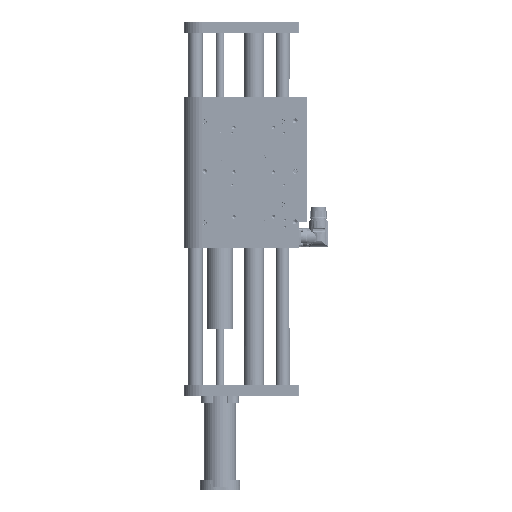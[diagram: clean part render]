
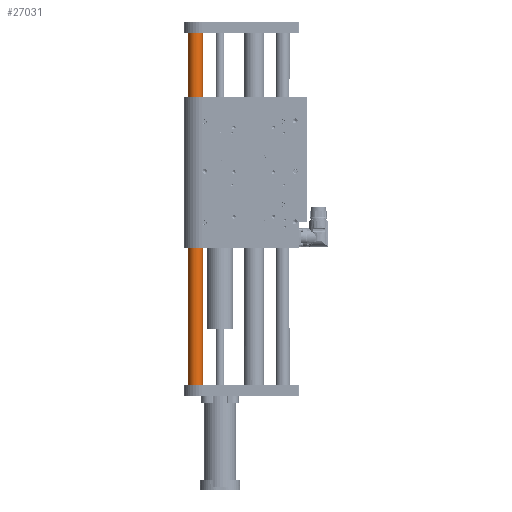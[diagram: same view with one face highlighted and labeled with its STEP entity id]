
A CAD part, left-side view. The second image highlights one B-rep face of the part: STEP entity #27031.
In plain terms, the highlighted cylindrical face has radius 10 mm (diameter 20 mm), a full revolution.
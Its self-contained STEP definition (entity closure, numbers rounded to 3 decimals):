
#551 = CARTESIAN_POINT ( 'NONE',  ( 0., 0., 402. ) ) ;
#13102 = DIRECTION ( 'NONE',  ( 0., 0., 1. ) ) ;
#13980 = CARTESIAN_POINT ( 'NONE',  ( 0., 0., -246. ) ) ;
#14583 = EDGE_LOOP ( 'NONE', ( #27739 ) ) ;
#16126 = CIRCLE ( 'NONE', #30215, 10. ) ;
#21884 = EDGE_CURVE ( 'NONE', #161473, #161473, #16126, .T. ) ;
#27031 = ADVANCED_FACE ( 'NONE', ( #121698, #122536 ), #136701, .T. ) ;
#27739 = ORIENTED_EDGE ( 'NONE', *, *, #21884, .F. ) ;
#30215 = AXIS2_PLACEMENT_3D ( 'NONE', #69331, #139179, #32166 ) ;
#32166 = DIRECTION ( 'NONE',  ( 1., 0., 0. ) ) ;
#40448 = ORIENTED_EDGE ( 'NONE', *, *, #164852, .T. ) ;
#41068 = AXIS2_PLACEMENT_3D ( 'NONE', #13980, #13102, #145741 ) ;
#54476 = DIRECTION ( 'NONE',  ( 0., 0., 1. ) ) ;
#69331 = CARTESIAN_POINT ( 'NONE',  ( 0., 0., 246. ) ) ;
#99825 = VERTEX_POINT ( 'NONE', #141421 ) ;
#120237 = CIRCLE ( 'NONE', #41068, 10. ) ;
#121698 = FACE_OUTER_BOUND ( 'NONE', #14583, .T. ) ;
#122536 = FACE_OUTER_BOUND ( 'NONE', #130925, .T. ) ;
#130925 = EDGE_LOOP ( 'NONE', ( #40448 ) ) ;
#134997 = DIRECTION ( 'NONE',  ( 1., 0., 0. ) ) ;
#136701 = CYLINDRICAL_SURFACE ( 'NONE', #171809, 10. ) ;
#139179 = DIRECTION ( 'NONE',  ( 0., 0., 1. ) ) ;
#141421 = CARTESIAN_POINT ( 'NONE',  ( 10., 0., -246. ) ) ;
#145741 = DIRECTION ( 'NONE',  ( 1., 0., 0. ) ) ;
#160616 = CARTESIAN_POINT ( 'NONE',  ( 10., 0., 246. ) ) ;
#161473 = VERTEX_POINT ( 'NONE', #160616 ) ;
#164852 = EDGE_CURVE ( 'NONE', #99825, #99825, #120237, .T. ) ;
#171809 = AXIS2_PLACEMENT_3D ( 'NONE', #551, #54476, #134997 ) ;
